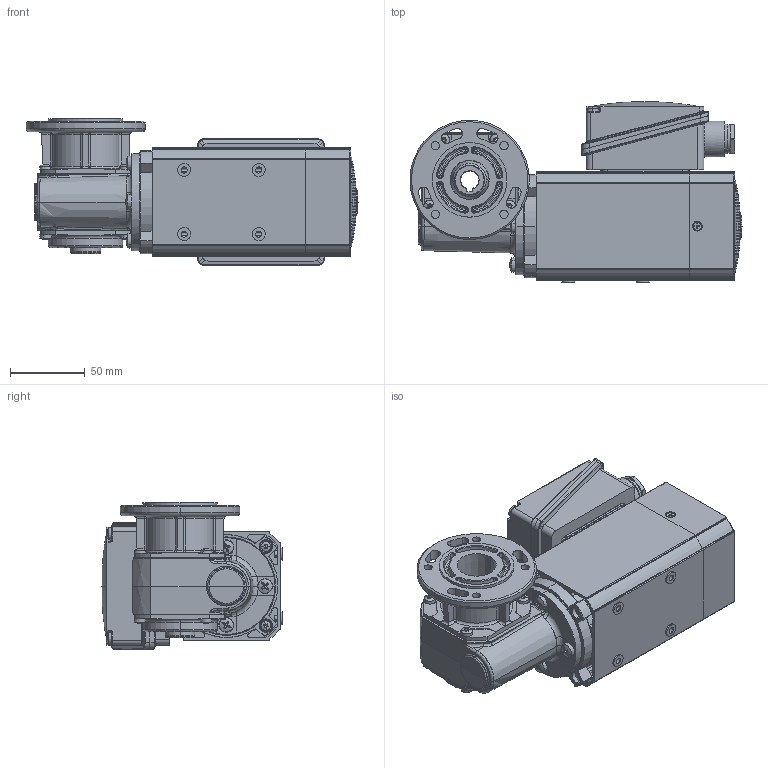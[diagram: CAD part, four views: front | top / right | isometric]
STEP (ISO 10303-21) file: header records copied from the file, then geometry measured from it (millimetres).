
FILE_DESCRIPTION(('STEP AP214'),'1');
FILE_NAME('tmp0.STP','2015-03-06T09:02:11',(' '),(' '),'Spatial InterOp 3D',' ',' ');
FILE_SCHEMA(('automotive_design'));
Length unit declared in the file: millimetre
Products named in the file (1941): NONE
Bounding box: 222.5 x 121 x 98.51 mm (x, y, z)
Surface area: 178321.9 mm2 (no closed solid volume)
Topology: 0 solids, 1988 shells, 1988 faces, 9788 edges, 9747 vertices
Faces by surface type: plane 841, cylinder 640, cone 178, torus 155, bspline 93, sphere 81
Entity records: 177241 total; most frequent: CARTESIAN_POINT 37137, DIRECTION 20310, ORIENTED_EDGE 9750, EDGE_CURVE 9750, VERTEX_POINT 9750, AXIS2_PLACEMENT_3D 7938, LINE 4434, VECTOR 4434
